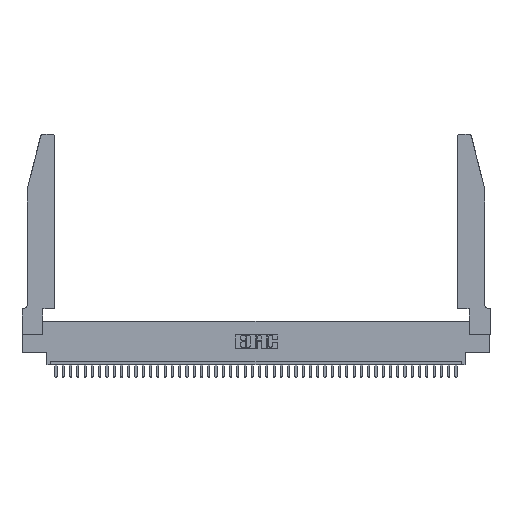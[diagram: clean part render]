
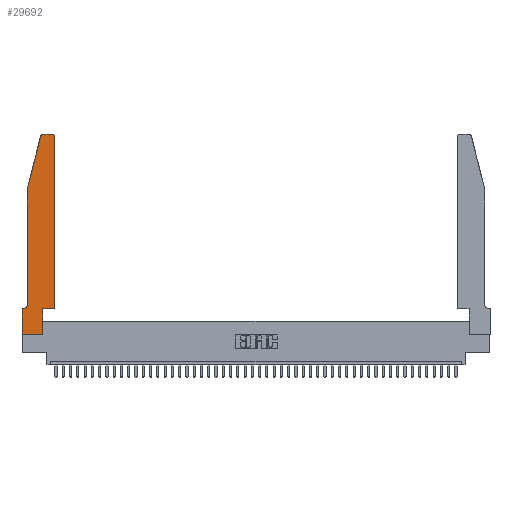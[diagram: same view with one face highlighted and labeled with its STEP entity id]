
A CAD part, top view. The second image highlights one B-rep face of the part: STEP entity #29692.
In plain terms, the highlighted planar face has unit normal (0, 0, 1).
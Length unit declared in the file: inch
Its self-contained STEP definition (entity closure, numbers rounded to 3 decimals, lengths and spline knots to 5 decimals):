
#148 = EDGE_CURVE ( 'NONE', #26760, #37073, #35450, .T. ) ;
#632 = CARTESIAN_POINT ( 'NONE',  ( 0.4505, 0.35, 0.37 ) ) ;
#1284 = CARTESIAN_POINT ( 'NONE',  ( 0.4505, 0.35, 0.37 ) ) ;
#1545 = VECTOR ( 'NONE', #25540, 39.37008 ) ;
#1834 = DIRECTION ( 'NONE',  ( 0., 1., 0. ) ) ;
#2904 = ORIENTED_EDGE ( 'NONE', *, *, #44000, .T. ) ;
#2910 = VECTOR ( 'NONE', #42235, 39.37008 ) ;
#3230 = VERTEX_POINT ( 'NONE', #3826 ) ;
#3826 = CARTESIAN_POINT ( 'NONE',  ( 0.4505, 2.72, 0.37 ) ) ;
#3977 = LINE ( 'NONE', #6035, #17141 ) ;
#6035 = CARTESIAN_POINT ( 'NONE',  ( 0., 0., 0.37 ) ) ;
#6582 = CIRCLE ( 'NONE', #15262, 0.03 ) ;
#7222 = CARTESIAN_POINT ( 'NONE',  ( 0.0055, 0.42, 0.37 ) ) ;
#8458 = DIRECTION ( 'NONE',  ( 1., 0., 0. ) ) ;
#8626 = CARTESIAN_POINT ( 'NONE',  ( 0.4205, 2.75, 0.37 ) ) ;
#8827 = DIRECTION ( 'NONE',  ( 1., 0., 0. ) ) ;
#10076 = VECTOR ( 'NONE', #14570, 39.37008 ) ;
#10176 = AXIS2_PLACEMENT_3D ( 'NONE', #33818, #38193, #24466 ) ;
#10696 = ORIENTED_EDGE ( 'NONE', *, *, #148, .T. ) ;
#10825 = CARTESIAN_POINT ( 'NONE',  ( 0.0055, 0.35, 0.37 ) ) ;
#10946 = CARTESIAN_POINT ( 'NONE',  ( 0., 0.35, 0.37 ) ) ;
#12201 = VERTEX_POINT ( 'NONE', #13706 ) ;
#12231 = LINE ( 'NONE', #42082, #2910 ) ;
#13486 = ORIENTED_EDGE ( 'NONE', *, *, #36888, .T. ) ;
#13706 = CARTESIAN_POINT ( 'NONE',  ( 0.0755, 0.42, 0.37 ) ) ;
#13789 = DIRECTION ( 'NONE',  ( 0., -1., 0. ) ) ;
#14304 = DIRECTION ( 'NONE',  ( 0., 0., -1. ) ) ;
#14570 = DIRECTION ( 'NONE',  ( -1., 0., 0. ) ) ;
#15120 = ORIENTED_EDGE ( 'NONE', *, *, #34882, .T. ) ;
#15262 = AXIS2_PLACEMENT_3D ( 'NONE', #19401, #33037, #8827 ) ;
#15459 = CARTESIAN_POINT ( 'NONE',  ( 0.284, 2.75, 0.37 ) ) ;
#15578 = EDGE_LOOP ( 'NONE', ( #10696, #33339, #13486, #21625, #15120, #18689, #2904, #19711, #36183, #16889, #35972, #45284 ) ) ;
#16092 = CARTESIAN_POINT ( 'NONE',  ( 0.0755, 2., 0.37 ) ) ;
#16452 = CIRCLE ( 'NONE', #39281, 0.07 ) ;
#16597 = DIRECTION ( 'NONE',  ( 0., -1., 0. ) ) ;
#16889 = ORIENTED_EDGE ( 'NONE', *, *, #29700, .T. ) ;
#17141 = VECTOR ( 'NONE', #16597, 39.37008 ) ;
#18090 = AXIS2_PLACEMENT_3D ( 'NONE', #10946, #21319, #28427 ) ;
#18215 = CARTESIAN_POINT ( 'NONE',  ( 0.2865, 0., 0.37 ) ) ;
#18284 = EDGE_CURVE ( 'NONE', #3230, #26760, #23546, .T. ) ;
#18298 = EDGE_CURVE ( 'NONE', #28324, #38939, #34546, .T. ) ;
#18689 = ORIENTED_EDGE ( 'NONE', *, *, #31312, .T. ) ;
#19401 = CARTESIAN_POINT ( 'NONE',  ( 0.284, 2.72, 0.37 ) ) ;
#19711 = ORIENTED_EDGE ( 'NONE', *, *, #18298, .T. ) ;
#19758 = EDGE_CURVE ( 'NONE', #34501, #3230, #32140, .T. ) ;
#21319 = DIRECTION ( 'NONE',  ( 0., 0., 1. ) ) ;
#21367 = CARTESIAN_POINT ( 'NONE',  ( 0.2605, 2.75, 0.37 ) ) ;
#21625 = ORIENTED_EDGE ( 'NONE', *, *, #41613, .T. ) ;
#21669 = VERTEX_POINT ( 'NONE', #26737 ) ;
#21973 = CARTESIAN_POINT ( 'NONE',  ( 0.4505, 0.35, 0.37 ) ) ;
#22252 = VECTOR ( 'NONE', #1834, 39.37008 ) ;
#23546 = CIRCLE ( 'NONE', #10176, 0.03 ) ;
#24466 = DIRECTION ( 'NONE',  ( 1., 0., 0. ) ) ;
#25002 = VERTEX_POINT ( 'NONE', #25959 ) ;
#25028 = PLANE ( 'NONE',  #18090 ) ;
#25540 = DIRECTION ( 'NONE',  ( -1., 0., 0. ) ) ;
#25959 = CARTESIAN_POINT ( 'NONE',  ( 0., 0.35, 0.37 ) ) ;
#26555 = LINE ( 'NONE', #35371, #10076 ) ;
#26737 = CARTESIAN_POINT ( 'NONE',  ( 0.2865, 0.35, 0.37 ) ) ;
#26760 = VERTEX_POINT ( 'NONE', #8626 ) ;
#27329 = CARTESIAN_POINT ( 'NONE',  ( 0., 0., 0.37 ) ) ;
#28007 = DIRECTION ( 'NONE',  ( -1., 0., 0. ) ) ;
#28324 = VERTEX_POINT ( 'NONE', #27329 ) ;
#28427 = DIRECTION ( 'NONE',  ( 1., 0., 0. ) ) ;
#29692 = ADVANCED_FACE ( 'NONE', ( #29891 ), #25028, .T. ) ;
#29700 = EDGE_CURVE ( 'NONE', #21669, #34501, #36978, .T. ) ;
#29891 = FACE_OUTER_BOUND ( 'NONE', #15578, .T. ) ;
#30255 = DIRECTION ( 'NONE',  ( 0., 1., 0. ) ) ;
#31255 = VECTOR ( 'NONE', #32129, 39.37008 ) ;
#31312 = EDGE_CURVE ( 'NONE', #43570, #25002, #26555, .T. ) ;
#32129 = DIRECTION ( 'NONE',  ( 1., 0., 0. ) ) ;
#32140 = LINE ( 'NONE', #632, #22252 ) ;
#32586 = VECTOR ( 'NONE', #13789, 39.37008 ) ;
#33037 = DIRECTION ( 'NONE',  ( 0., 0., 1. ) ) ;
#33339 = ORIENTED_EDGE ( 'NONE', *, *, #34591, .T. ) ;
#33818 = CARTESIAN_POINT ( 'NONE',  ( 0.4205, 2.72, 0.37 ) ) ;
#34501 = VERTEX_POINT ( 'NONE', #21973 ) ;
#34546 = LINE ( 'NONE', #44328, #31255 ) ;
#34591 = EDGE_CURVE ( 'NONE', #37073, #34666, #6582, .T. ) ;
#34666 = VERTEX_POINT ( 'NONE', #39708 ) ;
#34712 = VERTEX_POINT ( 'NONE', #40810 ) ;
#34882 = EDGE_CURVE ( 'NONE', #12201, #43570, #16452, .T. ) ;
#35371 = CARTESIAN_POINT ( 'NONE',  ( 0.0755, 0.35, 0.37 ) ) ;
#35450 = LINE ( 'NONE', #21367, #1545 ) ;
#35876 = VECTOR ( 'NONE', #8458, 39.37008 ) ;
#35972 = ORIENTED_EDGE ( 'NONE', *, *, #19758, .T. ) ;
#36183 = ORIENTED_EDGE ( 'NONE', *, *, #42191, .T. ) ;
#36888 = EDGE_CURVE ( 'NONE', #34666, #34712, #12231, .T. ) ;
#36938 = LINE ( 'NONE', #16092, #32586 ) ;
#36978 = LINE ( 'NONE', #1284, #35876 ) ;
#37073 = VERTEX_POINT ( 'NONE', #15459 ) ;
#38193 = DIRECTION ( 'NONE',  ( 0., 0., 1. ) ) ;
#38939 = VERTEX_POINT ( 'NONE', #18215 ) ;
#39157 = VECTOR ( 'NONE', #30255, 39.37008 ) ;
#39281 = AXIS2_PLACEMENT_3D ( 'NONE', #7222, #14304, #28007 ) ;
#39706 = LINE ( 'NONE', #40784, #39157 ) ;
#39708 = CARTESIAN_POINT ( 'NONE',  ( 0.25487, 2.72718, 0.37 ) ) ;
#40784 = CARTESIAN_POINT ( 'NONE',  ( 0.2865, 0.35, 0.37 ) ) ;
#40810 = CARTESIAN_POINT ( 'NONE',  ( 0.0755, 2., 0.37 ) ) ;
#41613 = EDGE_CURVE ( 'NONE', #34712, #12201, #36938, .T. ) ;
#42082 = CARTESIAN_POINT ( 'NONE',  ( 0.0755, 2., 0.37 ) ) ;
#42191 = EDGE_CURVE ( 'NONE', #38939, #21669, #39706, .T. ) ;
#42235 = DIRECTION ( 'NONE',  ( -0.239, -0.971, 0. ) ) ;
#43570 = VERTEX_POINT ( 'NONE', #10825 ) ;
#44000 = EDGE_CURVE ( 'NONE', #25002, #28324, #3977, .T. ) ;
#44328 = CARTESIAN_POINT ( 'NONE',  ( 0., 0., 0.37 ) ) ;
#45284 = ORIENTED_EDGE ( 'NONE', *, *, #18284, .T. ) ;
